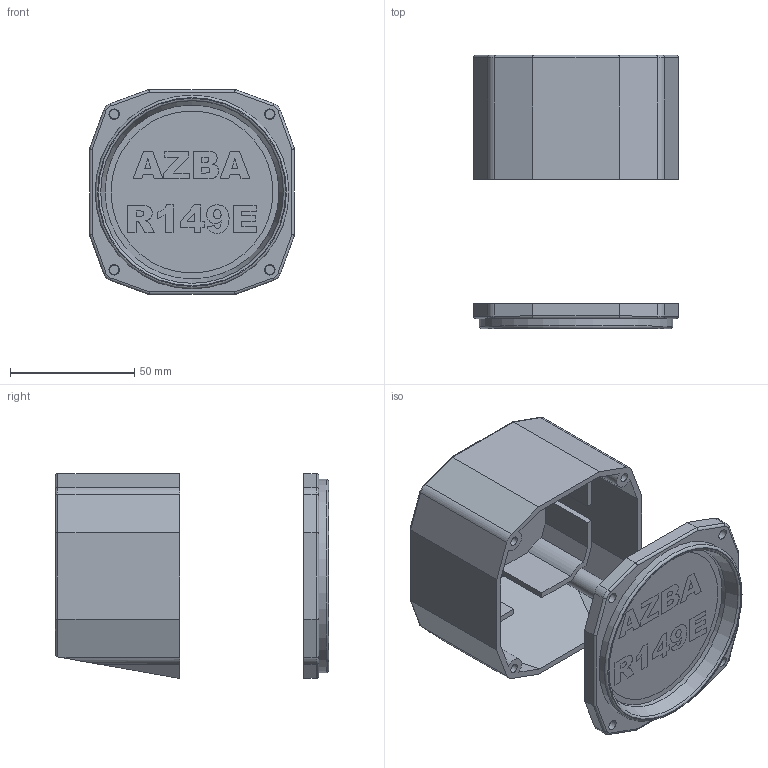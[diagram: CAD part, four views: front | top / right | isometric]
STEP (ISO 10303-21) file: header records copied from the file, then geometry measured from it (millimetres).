
FILE_DESCRIPTION(/* description */ (''),/* implementation_level */ '2;1');
FILE_NAME(/* name */ 'AZBA R149 Indicator.step',/* time_stamp */ '2025-11-20T11:19:20+01:00',/* author */ (''),/* organization */ (''),/* preprocessor_version */ 'ST-DEVELOPER v20.1',/* originating_system */ 'Autodesk Translation Framework v14.21.0.0',/* authorisation */ '');
FILE_SCHEMA (('AUTOMOTIVE_DESIGN { 1 0 10303 214 3 1 1 }'));
Length unit declared in the file: millimetre
Products named in the file (2): AZBA R149 Indicator; Composant1
Assembly tree (1 placements, depth 2):
  AZBA R149 Indicator
    Composant1
Bounding box: 82.5 x 110 x 82.5 mm (x, y, z)
Volume: 85322.6 mm3; surface area: 74527.7 mm2
Topology: 21 solids, 21 shells, 643 faces, 1713 edges, 1133 vertices
Faces by surface type: plane 371, bspline 201, cylinder 58, torus 8, cone 5
Full cylindrical faces by diameter (mm): 3.7 x4, 4.2 x4, 8 x1, 70 x1, 78 x2
Entity records: 21944 total; most frequent: CARTESIAN_POINT 7028, ORIENTED_EDGE 3426, DIRECTION 2326, EDGE_CURVE 1713, LINE 1186, VECTOR 1186, VERTEX_POINT 1133, EDGE_LOOP 712
